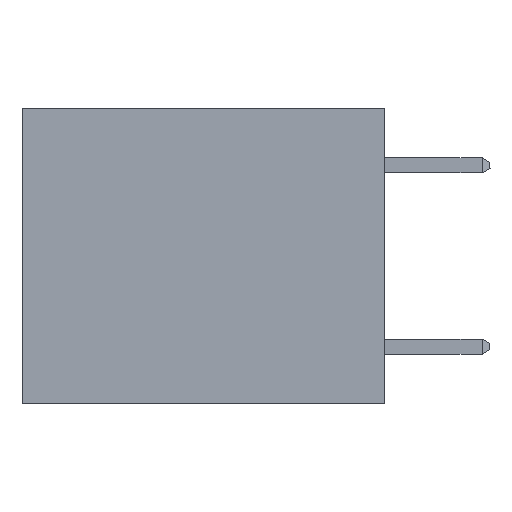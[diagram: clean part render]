
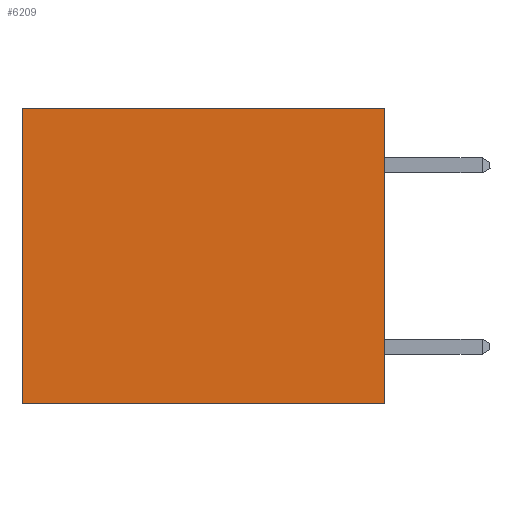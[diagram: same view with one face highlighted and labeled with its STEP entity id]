
A CAD part, left-side view. The second image highlights one B-rep face of the part: STEP entity #6209.
In plain terms, the highlighted planar face has unit normal (-1, 0, 0).
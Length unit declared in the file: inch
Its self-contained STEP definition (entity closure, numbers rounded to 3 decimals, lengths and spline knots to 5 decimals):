
#29 = VERTEX_POINT ( 'NONE', #8227 ) ;
#2541 = EDGE_CURVE ( 'NONE', #11750, #16875, #16377, .T. ) ;
#3048 = PLANE ( 'NONE',  #14327 ) ;
#3351 = DIRECTION ( 'NONE',  ( 0., 1., 0. ) ) ;
#3594 = DIRECTION ( 'NONE',  ( 0., 1., 0. ) ) ;
#4434 = DIRECTION ( 'NONE',  ( 0., 0., -1. ) ) ;
#5056 = DIRECTION ( 'NONE',  ( 1., 0., 0. ) ) ;
#5159 = LINE ( 'NONE', #8520, #13221 ) ;
#6209 = ADVANCED_FACE ( 'NONE', ( #16847 ), #3048, .F. ) ;
#7095 = EDGE_CURVE ( 'NONE', #17360, #16875, #15682, .T. ) ;
#8227 = CARTESIAN_POINT ( 'NONE',  ( 0.3165, 0., 0. ) ) ;
#8520 = CARTESIAN_POINT ( 'NONE',  ( 0.3165, 0., -0.49 ) ) ;
#11750 = VERTEX_POINT ( 'NONE', #26050 ) ;
#11796 = CARTESIAN_POINT ( 'NONE',  ( 0.3165, 0.6, -0.49 ) ) ;
#13221 = VECTOR ( 'NONE', #4434, 39.37008 ) ;
#13360 = VECTOR ( 'NONE', #18271, 39.37008 ) ;
#14327 = AXIS2_PLACEMENT_3D ( 'NONE', #24174, #5056, #24374 ) ;
#15013 = ORIENTED_EDGE ( 'NONE', *, *, #26852, .F. ) ;
#15682 = LINE ( 'NONE', #11796, #13360 ) ;
#16377 = LINE ( 'NONE', #20705, #19751 ) ;
#16847 = FACE_OUTER_BOUND ( 'NONE', #19546, .T. ) ;
#16875 = VERTEX_POINT ( 'NONE', #18366 ) ;
#17360 = VERTEX_POINT ( 'NONE', #18945 ) ;
#18271 = DIRECTION ( 'NONE',  ( 0., 0., -1. ) ) ;
#18313 = EDGE_CURVE ( 'NONE', #29, #17360, #27428, .T. ) ;
#18366 = CARTESIAN_POINT ( 'NONE',  ( 0.3165, 0.6, -0.49 ) ) ;
#18945 = CARTESIAN_POINT ( 'NONE',  ( 0.3165, 0.6, 0. ) ) ;
#19546 = EDGE_LOOP ( 'NONE', ( #24271, #21443, #15013, #26205 ) ) ;
#19751 = VECTOR ( 'NONE', #3594, 39.37008 ) ;
#20650 = CARTESIAN_POINT ( 'NONE',  ( 0.3165, 0., 0. ) ) ;
#20705 = CARTESIAN_POINT ( 'NONE',  ( 0.3165, 0., -0.49 ) ) ;
#21443 = ORIENTED_EDGE ( 'NONE', *, *, #2541, .F. ) ;
#24174 = CARTESIAN_POINT ( 'NONE',  ( 0.3165, 0., -0.49 ) ) ;
#24271 = ORIENTED_EDGE ( 'NONE', *, *, #7095, .T. ) ;
#24374 = DIRECTION ( 'NONE',  ( 0., 0., -1. ) ) ;
#26050 = CARTESIAN_POINT ( 'NONE',  ( 0.3165, 0., -0.49 ) ) ;
#26084 = VECTOR ( 'NONE', #3351, 39.37008 ) ;
#26205 = ORIENTED_EDGE ( 'NONE', *, *, #18313, .T. ) ;
#26852 = EDGE_CURVE ( 'NONE', #29, #11750, #5159, .T. ) ;
#27428 = LINE ( 'NONE', #20650, #26084 ) ;
